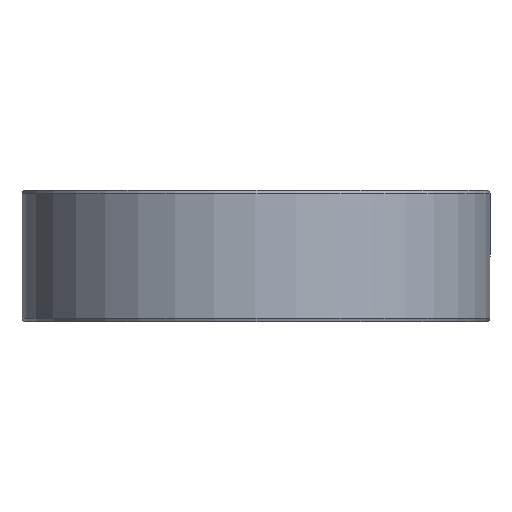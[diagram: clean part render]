
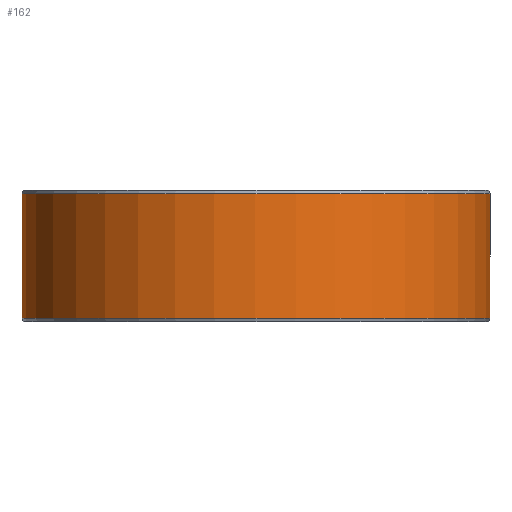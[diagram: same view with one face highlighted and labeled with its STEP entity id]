
A CAD part, front view. The second image highlights one B-rep face of the part: STEP entity #162.
In plain terms, the highlighted cylindrical face has radius 125 mm (diameter 250 mm), a partial arc.
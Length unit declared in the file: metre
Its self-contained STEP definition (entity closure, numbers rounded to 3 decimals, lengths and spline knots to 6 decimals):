
#162=ADVANCED_FACE('',(#185,#186),#187,.T.);
#185=FACE_OUTER_BOUND('',#211,.T.);
#186=FACE_BOUND('',#212,.T.);
#187=CYLINDRICAL_SURFACE('',#213,0.125);
#211=EDGE_LOOP('',(#289,#290,#291,#292));
#212=EDGE_LOOP('',(#293));
#213=AXIS2_PLACEMENT_3D('',#294,#295,#296);
#289=ORIENTED_EDGE('',*,*,#314,.T.);
#290=ORIENTED_EDGE('',*,*,#323,.F.);
#291=ORIENTED_EDGE('',*,*,#309,.F.);
#292=ORIENTED_EDGE('',*,*,#324,.T.);
#293=ORIENTED_EDGE('',*,*,#327,.T.);
#294=CARTESIAN_POINT('',(0.,0.,0.0));
#295=DIRECTION('',(0.,0.0,-1.0));
#296=DIRECTION('',(-1.0,0.0,0.));
#309=EDGE_CURVE('',#341,#342,#343,.T.);
#314=EDGE_CURVE('',#351,#349,#352,.T.);
#323=EDGE_CURVE('',#342,#349,#365,.T.);
#324=EDGE_CURVE('',#341,#351,#366,.T.);
#327=EDGE_CURVE('',#370,#370,#371,.T.);
#341=VERTEX_POINT('',#389);
#342=VERTEX_POINT('',#390);
#343=CIRCLE('',#391,0.125);
#349=VERTEX_POINT('',#399);
#351=VERTEX_POINT('',#402);
#352=CIRCLE('',#403,0.125);
#365=LINE('',#422,#423);
#366=LINE('',#424,#425);
#370=VERTEX_POINT('',#503);
#371=B_SPLINE_CURVE_WITH_KNOTS('',3,(#504,#505,#506,#507,#508,#509,#510,#511,#512,#513,#514,#515,#516,#517,#518,#519,#520,#521,#522,#523,#524,#525,#526,#527,#528,#529,#530,#531,#532,#533,#534,#535,#536,#537,#538,#539,#540,#541,#542,#543,#544,#545,#546,#547,#548,#549,#550,#551,#552,#553,#554,#555,#556,#557,#558,#559,#560,#561,#562,#563,#564,#565,#566,#567,#568,#569,#570,#571,#572,#573,#574,#575,#576,#577),.UNSPECIFIED.,.T.,.F.,(2,2,2,2,2,2,2,2,2,2,2,2,2,2,2,2,2,2,2,2,2,2,2,2,2,2,2,2,2,2,2,2,2,2,2,2,2,2,2),(-0.000977,0.0,0.000977,0.001466,0.001954,0.002931,0.003908,0.004885,0.005862,0.006839,0.007816,0.008793,0.00977,0.010747,0.011724,0.012701,0.01319,0.013678,0.014655,0.015632,0.016609,0.017586,0.018563,0.01954,0.020517,0.021494,0.022471,0.023448,0.024425,0.024914,0.025402,0.026379,0.027356,0.028333,0.028822,0.02931,0.030287,0.031264,0.032241),.UNSPECIFIED.);
#389=CARTESIAN_POINT('',(0.002182,0.124981,0.0018));
#390=CARTESIAN_POINT('',(0.,0.125,0.0018));
#391=AXIS2_PLACEMENT_3D('',#591,#592,#593);
#399=CARTESIAN_POINT('',(0.,0.125,0.0682));
#402=CARTESIAN_POINT('',(0.002182,0.124981,0.0682));
#403=AXIS2_PLACEMENT_3D('',#600,#601,#602);
#422=CARTESIAN_POINT('',(0.,0.125,0.0018));
#423=VECTOR('',#615,1.0);
#424=CARTESIAN_POINT('',(0.002182,0.124981,0.0018));
#425=VECTOR('',#616,1.0);
#503=CARTESIAN_POINT('',(0.104485,-0.068614,0.035));
#504=CARTESIAN_POINT('',(0.104485,-0.068614,0.03467));
#505=CARTESIAN_POINT('',(0.104485,-0.068614,0.03533));
#506=CARTESIAN_POINT('',(0.104503,-0.068587,0.035655));
#507=CARTESIAN_POINT('',(0.104555,-0.068507,0.036134));
#508=CARTESIAN_POINT('',(0.104577,-0.068474,0.036293));
#509=CARTESIAN_POINT('',(0.104629,-0.068394,0.036607));
#510=CARTESIAN_POINT('',(0.10466,-0.068348,0.036763));
#511=CARTESIAN_POINT('',(0.104762,-0.06819,0.037217));
#512=CARTESIAN_POINT('',(0.104846,-0.068061,0.037504));
#513=CARTESIAN_POINT('',(0.105043,-0.067756,0.038048));
#514=CARTESIAN_POINT('',(0.105158,-0.067579,0.038305));
#515=CARTESIAN_POINT('',(0.105407,-0.06719,0.038766));
#516=CARTESIAN_POINT('',(0.105542,-0.066978,0.038973));
#517=CARTESIAN_POINT('',(0.105834,-0.066515,0.039339));
#518=CARTESIAN_POINT('',(0.105988,-0.066269,0.039494));
#519=CARTESIAN_POINT('',(0.106306,-0.065758,0.039744));
#520=CARTESIAN_POINT('',(0.106472,-0.06549,0.03984));
#521=CARTESIAN_POINT('',(0.106808,-0.064939,0.039968));
#522=CARTESIAN_POINT('',(0.106977,-0.064662,0.04));
#523=CARTESIAN_POINT('',(0.107313,-0.064103,0.04));
#524=CARTESIAN_POINT('',(0.107482,-0.063818,0.039968));
#525=CARTESIAN_POINT('',(0.107808,-0.063266,0.03984));
#526=CARTESIAN_POINT('',(0.107965,-0.062997,0.039746));
#527=CARTESIAN_POINT('',(0.108269,-0.062473,0.039496));
#528=CARTESIAN_POINT('',(0.108415,-0.062219,0.039339));
#529=CARTESIAN_POINT('',(0.108684,-0.061748,0.038977));
#530=CARTESIAN_POINT('',(0.108809,-0.061529,0.038771));
#531=CARTESIAN_POINT('',(0.109038,-0.061121,0.038304));
#532=CARTESIAN_POINT('',(0.109139,-0.06094,0.038051));
#533=CARTESIAN_POINT('',(0.109271,-0.060703,0.037645));
#534=CARTESIAN_POINT('',(0.109312,-0.060629,0.037505));
#535=CARTESIAN_POINT('',(0.109387,-0.060494,0.037216));
#536=CARTESIAN_POINT('',(0.109421,-0.060432,0.037066));
#537=CARTESIAN_POINT('',(0.109512,-0.060267,0.036612));
#538=CARTESIAN_POINT('',(0.109558,-0.060184,0.0363));
#539=CARTESIAN_POINT('',(0.10962,-0.060071,0.035659));
#540=CARTESIAN_POINT('',(0.109635,-0.060043,0.035328));
#541=CARTESIAN_POINT('',(0.109635,-0.060042,0.034675));
#542=CARTESIAN_POINT('',(0.10962,-0.06007,0.034351));
#543=CARTESIAN_POINT('',(0.109559,-0.060182,0.033707));
#544=CARTESIAN_POINT('',(0.109513,-0.060266,0.03339));
#545=CARTESIAN_POINT('',(0.109392,-0.060484,0.032789));
#546=CARTESIAN_POINT('',(0.109317,-0.060619,0.032498));
#547=CARTESIAN_POINT('',(0.10914,-0.060939,0.031951));
#548=CARTESIAN_POINT('',(0.109039,-0.06112,0.031699));
#549=CARTESIAN_POINT('',(0.108813,-0.061521,0.031237));
#550=CARTESIAN_POINT('',(0.108686,-0.061745,0.031026));
#551=CARTESIAN_POINT('',(0.108416,-0.062217,0.030662));
#552=CARTESIAN_POINT('',(0.108273,-0.062466,0.030508));
#553=CARTESIAN_POINT('',(0.10797,-0.062989,0.030257));
#554=CARTESIAN_POINT('',(0.107809,-0.063263,0.030161));
#555=CARTESIAN_POINT('',(0.107484,-0.063814,0.030033));
#556=CARTESIAN_POINT('',(0.107318,-0.064093,0.03));
#557=CARTESIAN_POINT('',(0.106979,-0.064658,0.03));
#558=CARTESIAN_POINT('',(0.10681,-0.064937,0.030032));
#559=CARTESIAN_POINT('',(0.10656,-0.065346,0.030127));
#560=CARTESIAN_POINT('',(0.106477,-0.065481,0.030166));
#561=CARTESIAN_POINT('',(0.106312,-0.065748,0.030261));
#562=CARTESIAN_POINT('',(0.10623,-0.065881,0.030317));
#563=CARTESIAN_POINT('',(0.105989,-0.066267,0.030505));
#564=CARTESIAN_POINT('',(0.105837,-0.066511,0.030658));
#565=CARTESIAN_POINT('',(0.105547,-0.06697,0.03102));
#566=CARTESIAN_POINT('',(0.105408,-0.067188,0.031231));
#567=CARTESIAN_POINT('',(0.105159,-0.067577,0.031692));
#568=CARTESIAN_POINT('',(0.105047,-0.067751,0.031944));
#569=CARTESIAN_POINT('',(0.104898,-0.067981,0.032353));
#570=CARTESIAN_POINT('',(0.104851,-0.068053,0.032495));
#571=CARTESIAN_POINT('',(0.104767,-0.068183,0.032784));
#572=CARTESIAN_POINT('',(0.104729,-0.068241,0.032931));
#573=CARTESIAN_POINT('',(0.104626,-0.068398,0.033382));
#574=CARTESIAN_POINT('',(0.104574,-0.068479,0.033696));
#575=CARTESIAN_POINT('',(0.104503,-0.068587,0.034343));
#576=CARTESIAN_POINT('',(0.104485,-0.068614,0.03467));
#577=CARTESIAN_POINT('',(0.104485,-0.068614,0.03533));
#591=CARTESIAN_POINT('',(0.,0.,0.0018));
#592=DIRECTION('',(0.,0.0,-1.0));
#593=DIRECTION('',(-1.0,0.0,0.));
#600=CARTESIAN_POINT('',(0.,0.,0.0682));
#601=DIRECTION('',(0.,0.0,-1.0));
#602=DIRECTION('',(-1.0,0.0,0.));
#615=DIRECTION('',(0.,0.,1.0));
#616=DIRECTION('',(0.,0.,1.0));
